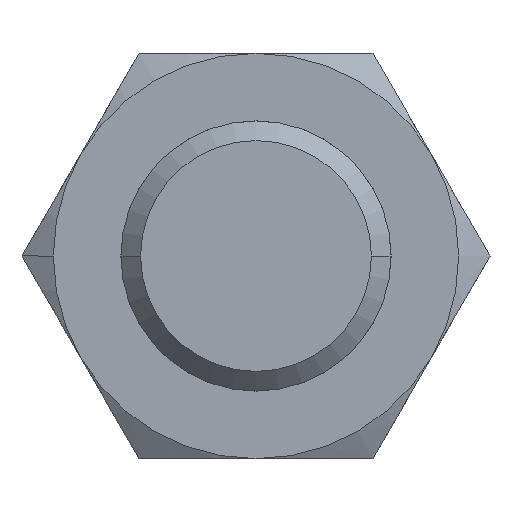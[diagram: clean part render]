
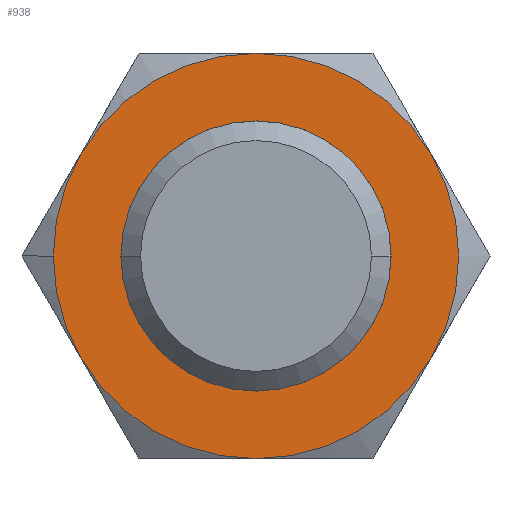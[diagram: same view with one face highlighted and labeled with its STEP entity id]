
A CAD part, front view. The second image highlights one B-rep face of the part: STEP entity #938.
In plain terms, the highlighted planar face has unit normal (0, -1, 0).
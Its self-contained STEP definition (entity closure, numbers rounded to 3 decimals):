
#7 = CIRCLE ( 'NONE', #492, 9. ) ;
#17 = VERTEX_POINT ( 'NONE', #474 ) ;
#21 = DIRECTION ( 'NONE',  ( 0., 1., 0. ) ) ;
#26 = DIRECTION ( 'NONE',  ( 0., 1., 0. ) ) ;
#31 = CARTESIAN_POINT ( 'NONE',  ( 0., 0., 0. ) ) ;
#43 = CARTESIAN_POINT ( 'NONE',  ( -6., 0., 0. ) ) ;
#49 = VERTEX_POINT ( 'NONE', #189 ) ;
#61 = VERTEX_POINT ( 'NONE', #619 ) ;
#81 = EDGE_CURVE ( 'NONE', #49, #321, #876, .T. ) ;
#84 = EDGE_CURVE ( 'NONE', #534, #265, #162, .T. ) ;
#102 = CIRCLE ( 'NONE', #386, 9. ) ;
#110 = ORIENTED_EDGE ( 'NONE', *, *, #877, .T. ) ;
#113 = DIRECTION ( 'NONE',  ( 0., 1., 0. ) ) ;
#147 = ORIENTED_EDGE ( 'NONE', *, *, #84, .F. ) ;
#149 = CIRCLE ( 'NONE', #643, 9. ) ;
#152 = ORIENTED_EDGE ( 'NONE', *, *, #401, .F. ) ;
#162 = CIRCLE ( 'NONE', #370, 9. ) ;
#164 = CARTESIAN_POINT ( 'NONE',  ( 0., 0., 0. ) ) ;
#168 = DIRECTION ( 'NONE',  ( 0., 1., 0. ) ) ;
#181 = DIRECTION ( 'NONE',  ( -1., 0., 0. ) ) ;
#187 = FACE_OUTER_BOUND ( 'NONE', #351, .T. ) ;
#189 = CARTESIAN_POINT ( 'NONE',  ( -7.794, 0., -4.5 ) ) ;
#196 = AXIS2_PLACEMENT_3D ( 'NONE', #361, #935, #700 ) ;
#206 = CARTESIAN_POINT ( 'NONE',  ( 0., 0., 0. ) ) ;
#229 = CIRCLE ( 'NONE', #704, 6. ) ;
#254 = ORIENTED_EDGE ( 'NONE', *, *, #81, .F. ) ;
#261 = DIRECTION ( 'NONE',  ( -1., 0., 0. ) ) ;
#265 = VERTEX_POINT ( 'NONE', #385 ) ;
#273 = CARTESIAN_POINT ( 'NONE',  ( 0., 0., 0. ) ) ;
#292 = CARTESIAN_POINT ( 'NONE',  ( 0., 0., 9. ) ) ;
#295 = VERTEX_POINT ( 'NONE', #879 ) ;
#321 = VERTEX_POINT ( 'NONE', #623 ) ;
#328 = CIRCLE ( 'NONE', #522, 6. ) ;
#351 = EDGE_LOOP ( 'NONE', ( #639, #152, #254, #805, #485, #848, #147 ) ) ;
#357 = CIRCLE ( 'NONE', #730, 9. ) ;
#361 = CARTESIAN_POINT ( 'NONE',  ( 9., 0., 0. ) ) ;
#362 = DIRECTION ( 'NONE',  ( -1., 0., 0. ) ) ;
#370 = AXIS2_PLACEMENT_3D ( 'NONE', #399, #21, #911 ) ;
#385 = CARTESIAN_POINT ( 'NONE',  ( 7.794, 0., 4.5 ) ) ;
#386 = AXIS2_PLACEMENT_3D ( 'NONE', #164, #26, #828 ) ;
#399 = CARTESIAN_POINT ( 'NONE',  ( 0., 0., 0. ) ) ;
#401 = EDGE_CURVE ( 'NONE', #321, #61, #149, .T. ) ;
#431 = DIRECTION ( 'NONE',  ( -1., 0., 0. ) ) ;
#436 = EDGE_LOOP ( 'NONE', ( #649, #110 ) ) ;
#468 = EDGE_CURVE ( 'NONE', #61, #534, #7, .T. ) ;
#474 = CARTESIAN_POINT ( 'NONE',  ( 7.794, 0., -4.5 ) ) ;
#476 = CARTESIAN_POINT ( 'NONE',  ( 0., 0., 0. ) ) ;
#479 = AXIS2_PLACEMENT_3D ( 'NONE', #903, #751, #261 ) ;
#483 = CARTESIAN_POINT ( 'NONE',  ( 0., 0., 0. ) ) ;
#485 = ORIENTED_EDGE ( 'NONE', *, *, #841, .F. ) ;
#492 = AXIS2_PLACEMENT_3D ( 'NONE', #483, #697, #362 ) ;
#522 = AXIS2_PLACEMENT_3D ( 'NONE', #844, #756, #839 ) ;
#534 = VERTEX_POINT ( 'NONE', #292 ) ;
#580 = AXIS2_PLACEMENT_3D ( 'NONE', #273, #832, #678 ) ;
#595 = CARTESIAN_POINT ( 'NONE',  ( 0., 0., -9. ) ) ;
#606 = VERTEX_POINT ( 'NONE', #43 ) ;
#619 = CARTESIAN_POINT ( 'NONE',  ( -7.794, 0., 4.5 ) ) ;
#623 = CARTESIAN_POINT ( 'NONE',  ( -9., 0., 0. ) ) ;
#639 = ORIENTED_EDGE ( 'NONE', *, *, #468, .F. ) ;
#643 = AXIS2_PLACEMENT_3D ( 'NONE', #476, #113, #762 ) ;
#649 = ORIENTED_EDGE ( 'NONE', *, *, #857, .T. ) ;
#652 = VERTEX_POINT ( 'NONE', #595 ) ;
#678 = DIRECTION ( 'NONE',  ( -1., 0., 0. ) ) ;
#697 = DIRECTION ( 'NONE',  ( 0., 1., 0. ) ) ;
#700 = DIRECTION ( 'NONE',  ( -1., 0., 0. ) ) ;
#704 = AXIS2_PLACEMENT_3D ( 'NONE', #31, #168, #181 ) ;
#717 = FACE_BOUND ( 'NONE', #436, .T. ) ;
#730 = AXIS2_PLACEMENT_3D ( 'NONE', #206, #794, #431 ) ;
#751 = DIRECTION ( 'NONE',  ( 0., 1., 0. ) ) ;
#756 = DIRECTION ( 'NONE',  ( 0., 1., 0. ) ) ;
#762 = DIRECTION ( 'NONE',  ( -1., 0., 0. ) ) ;
#775 = PLANE ( 'NONE',  #196 ) ;
#794 = DIRECTION ( 'NONE',  ( 0., 1., 0. ) ) ;
#805 = ORIENTED_EDGE ( 'NONE', *, *, #931, .F. ) ;
#828 = DIRECTION ( 'NONE',  ( -1., 0., 0. ) ) ;
#832 = DIRECTION ( 'NONE',  ( 0., 1., 0. ) ) ;
#839 = DIRECTION ( 'NONE',  ( -1., 0., 0. ) ) ;
#841 = EDGE_CURVE ( 'NONE', #17, #652, #847, .T. ) ;
#844 = CARTESIAN_POINT ( 'NONE',  ( 0., 0., 0. ) ) ;
#847 = CIRCLE ( 'NONE', #479, 9. ) ;
#848 = ORIENTED_EDGE ( 'NONE', *, *, #896, .F. ) ;
#857 = EDGE_CURVE ( 'NONE', #606, #295, #229, .T. ) ;
#876 = CIRCLE ( 'NONE', #580, 9. ) ;
#877 = EDGE_CURVE ( 'NONE', #295, #606, #328, .T. ) ;
#879 = CARTESIAN_POINT ( 'NONE',  ( 6., 0., 0. ) ) ;
#896 = EDGE_CURVE ( 'NONE', #265, #17, #102, .T. ) ;
#903 = CARTESIAN_POINT ( 'NONE',  ( 0., 0., 0. ) ) ;
#911 = DIRECTION ( 'NONE',  ( -1., 0., 0. ) ) ;
#931 = EDGE_CURVE ( 'NONE', #652, #49, #357, .T. ) ;
#935 = DIRECTION ( 'NONE',  ( 0., 1., 0. ) ) ;
#938 = ADVANCED_FACE ( 'NONE', ( #187, #717 ), #775, .F. ) ;
